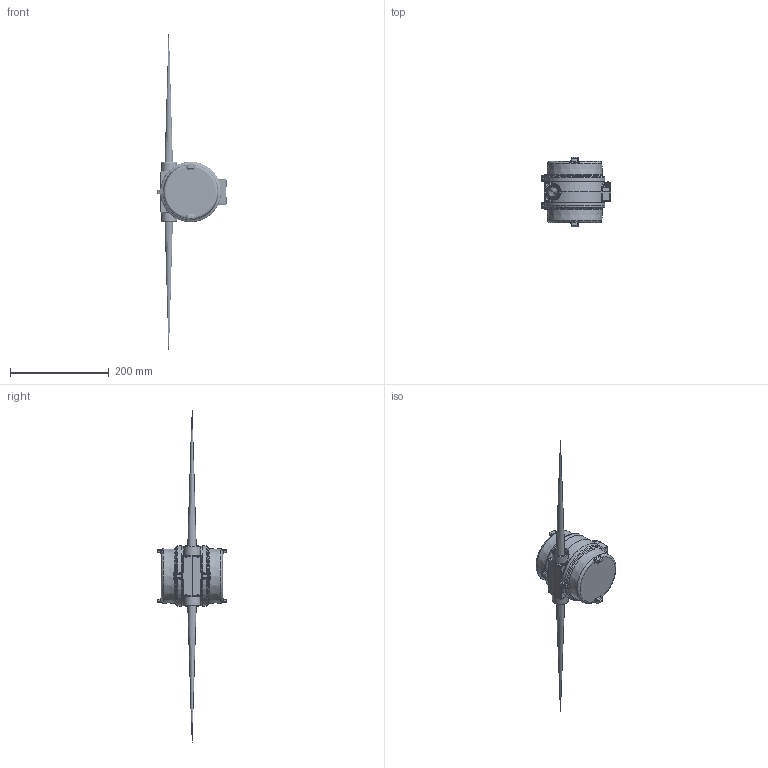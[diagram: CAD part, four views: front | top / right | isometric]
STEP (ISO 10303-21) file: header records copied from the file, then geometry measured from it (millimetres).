
FILE_DESCRIPTION(/* description */ ('2HKB-BC-BC AL'),/* implementation_level */ '2;1');
FILE_NAME(/* name */ '2HKB-BC-BC.stp',/* time_stamp */ '2018-01-08T18:24:02+06:00',/* author */ ('avenkatesan'),/* organization */ (''),/* preprocessor_version */ 'ST-DEVELOPER v17',/* originating_system */ 'Autodesk Inventor 2018',/* authorisation */ '');
FILE_SCHEMA (('AUTOMOTIVE_DESIGN { 1 0 10303 214 3 1 1 }'));
Length unit declared in the file: inch
Products named in the file (10): 2HKB-BC-BC; 20675; 18163AAAB; ANSI B18.6.3 - 6 - 32 x 1 1/4 SP HMS; 16044BBKM; external_tooth_lock_bwasher_no__10; #68659; 15148FAGB; 15722; ANSI B18.3 - No. 6 - 32 UNC - 3/8 HS HCS
Assembly tree (16 placements, depth 2):
  2HKB-BC-BC
    20675
    16044BBKM  x2
    18163AAAB
    ANSI B18.6.3 - 6 - 32 x 1 1/4 SP HMS  x2
    external_tooth_lock_bwasher_no__10  x2
    #68659  x2
    15148FAGB  x2
    15722  x2
    ANSI B18.3 - No. 6 - 32 UNC - 3/8 HS HCS  x2
Bounding box: 140.1 x 139.69 x 671.01 mm (x, y, z)
Volume: 722587.7 mm3; surface area: 461973.2 mm2
Topology: 24 solids, 24 shells, 1609 faces, 4280 edges, 2724 vertices
Faces by surface type: plane 609, bspline 424, cylinder 260, cone 140, torus 119, sphere 57
Full cylindrical faces by diameter (mm): 1.606 x10, 2.184 x6, 2.54 x2, 2.642 x6, 3.505 x2, 3.962 x2, 3.969 x2, 4.013 x2, 4.953 x2, 5.08 x2, 5.74 x2, 6.35 x6, 20.117 x2, 32.544 x2, 96.52 x2, 98.101 x26, 98.863 x4, 100.711 x4, 101.473 x17, 107.95 x2
Entity records: 68547 total; most frequent: CARTESIAN_POINT 42693, ORIENTED_EDGE 5868, DIRECTION 4392, EDGE_CURVE 2934, VERTEX_POINT 1876, AXIS2_PLACEMENT_3D 1585, LINE 1222, VECTOR 1222
